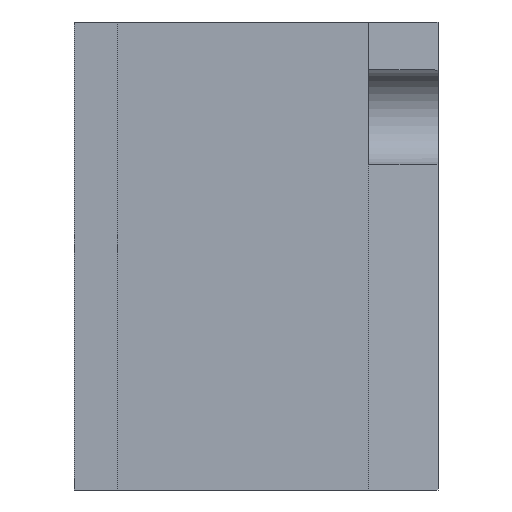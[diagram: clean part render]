
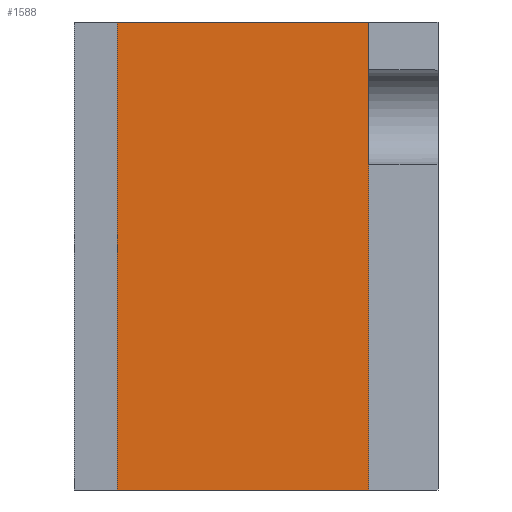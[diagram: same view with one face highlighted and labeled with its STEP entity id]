
A CAD part, left-side view. The second image highlights one B-rep face of the part: STEP entity #1588.
In plain terms, the highlighted planar face has unit normal (-1, 0, 0).
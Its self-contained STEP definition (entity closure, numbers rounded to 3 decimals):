
#82=LINE('',#2530,#230);
#83=LINE('',#2532,#231);
#84=LINE('',#2534,#232);
#85=LINE('',#2536,#233);
#86=LINE('',#2538,#234);
#87=LINE('',#2539,#235);
#230=VECTOR('',#2029,10.);
#231=VECTOR('',#2030,10.);
#232=VECTOR('',#2031,10.);
#233=VECTOR('',#2032,10.);
#234=VECTOR('',#2033,10.);
#235=VECTOR('',#2034,10.);
#409=FACE_OUTER_BOUND('',#507,.T.);
#507=EDGE_LOOP('',(#1146,#1147,#1148,#1149,#1150,#1151));
#702=VERTEX_POINT('',#2528);
#703=VERTEX_POINT('',#2529);
#704=VERTEX_POINT('',#2531);
#705=VERTEX_POINT('',#2533);
#706=VERTEX_POINT('',#2535);
#707=VERTEX_POINT('',#2537);
#873=EDGE_CURVE('',#702,#703,#82,.T.);
#874=EDGE_CURVE('',#703,#704,#83,.T.);
#875=EDGE_CURVE('',#704,#705,#84,.T.);
#876=EDGE_CURVE('',#705,#706,#85,.T.);
#877=EDGE_CURVE('',#706,#707,#86,.T.);
#878=EDGE_CURVE('',#707,#702,#87,.T.);
#1146=ORIENTED_EDGE('',*,*,#873,.T.);
#1147=ORIENTED_EDGE('',*,*,#874,.T.);
#1148=ORIENTED_EDGE('',*,*,#875,.T.);
#1149=ORIENTED_EDGE('',*,*,#876,.T.);
#1150=ORIENTED_EDGE('',*,*,#877,.T.);
#1151=ORIENTED_EDGE('',*,*,#878,.T.);
#1520=PLANE('',#1768);
#1588=ADVANCED_FACE('',(#409),#1520,.T.);
#1768=AXIS2_PLACEMENT_3D('',#2527,#2027,#2028);
#2027=DIRECTION('center_axis',(-1.,0.,0.));
#2028=DIRECTION('ref_axis',(0.,0.,1.));
#2029=DIRECTION('',(0.,0.,-1.));
#2030=DIRECTION('',(0.,-1.,0.));
#2031=DIRECTION('',(0.,0.,1.));
#2032=DIRECTION('',(0.,0.,1.));
#2033=DIRECTION('',(0.,0.,1.));
#2034=DIRECTION('',(0.,1.,0.));
#2527=CARTESIAN_POINT('Origin',(-29.5,-21.,0.));
#2528=CARTESIAN_POINT('',(-29.5,16.,27.));
#2529=CARTESIAN_POINT('',(-29.5,16.,-27.));
#2530=CARTESIAN_POINT('',(-29.5,16.,-13.5));
#2531=CARTESIAN_POINT('',(-29.5,-13.,-27.));
#2532=CARTESIAN_POINT('',(-29.5,-21.,-27.));
#2533=CARTESIAN_POINT('',(-29.5,-13.,10.5));
#2534=CARTESIAN_POINT('',(-29.5,-13.,13.5));
#2535=CARTESIAN_POINT('',(-29.5,-13.,21.5));
#2536=CARTESIAN_POINT('',(-29.5,-13.,13.5));
#2537=CARTESIAN_POINT('',(-29.5,-13.,27.));
#2538=CARTESIAN_POINT('',(-29.5,-13.,13.5));
#2539=CARTESIAN_POINT('',(-29.5,-21.,27.));
